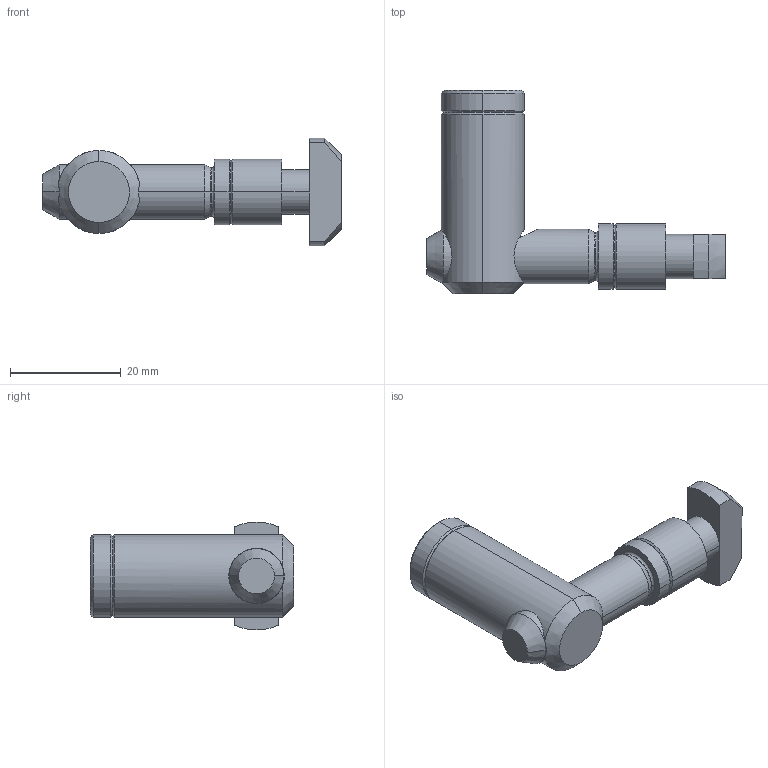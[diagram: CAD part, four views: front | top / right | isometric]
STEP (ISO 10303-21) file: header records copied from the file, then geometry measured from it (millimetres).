
FILE_DESCRIPTION (( 'STEP AP214' ), '1' );
FILE_NAME ('1.21.6E2.STEP', '2024-10-09T16:45:05', ( '' ), ( '' ), 'SwSTEP 2.0', 'SolidWorks 2024', '' );
FILE_SCHEMA (( 'AUTOMOTIVE_DESIGN' ));
Length unit declared in the file: millimetre
Products named in the file (1): 1.21.6E2
Bounding box: 54 x 36.7 x 19.43 mm (x, y, z)
Volume: 8844.4 mm3; surface area: 5058.7 mm2
Topology: 2 solids, 2 shells, 68 faces, 156 edges, 90 vertices
Faces by surface type: cone 26, cylinder 18, plane 18, torus 6
Entity records: 2206 total; most frequent: CARTESIAN_POINT 649, DIRECTION 336, ORIENTED_EDGE 304, EDGE_CURVE 152, AXIS2_PLACEMENT_3D 133, VERTEX_POINT 90, EDGE_LOOP 72, VECTOR 70
